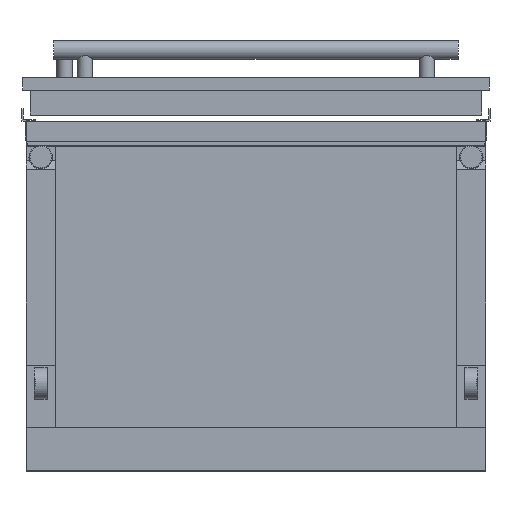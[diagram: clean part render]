
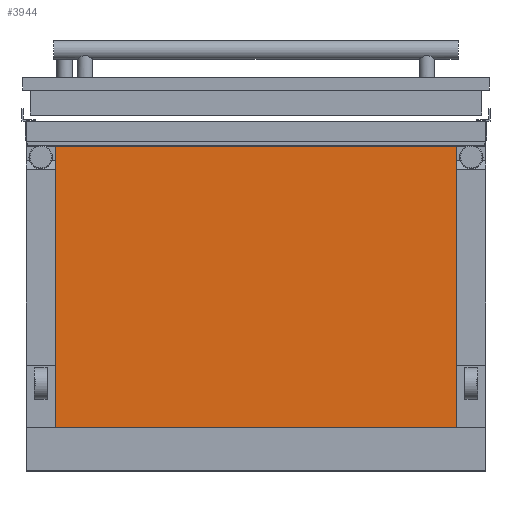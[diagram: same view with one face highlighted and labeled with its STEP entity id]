
A CAD part, front view. The second image highlights one B-rep face of the part: STEP entity #3944.
In plain terms, the highlighted planar face has unit normal (0, -1, 0).
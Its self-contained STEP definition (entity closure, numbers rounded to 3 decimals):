
#16 = VERTEX_POINT ( 'NONE', #4432 ) ;
#333 = VECTOR ( 'NONE', #9413, 1000. ) ;
#598 = EDGE_CURVE ( 'NONE', #2275, #16, #2103, .T. ) ;
#607 = LINE ( 'NONE', #8439, #9338 ) ;
#1383 = EDGE_CURVE ( 'NONE', #10970, #7599, #7383, .T. ) ;
#1993 = CARTESIAN_POINT ( 'NONE',  ( 321., -990.85, -280. ) ) ;
#2103 = LINE ( 'NONE', #2167, #3556 ) ;
#2167 = CARTESIAN_POINT ( 'NONE',  ( -321., -990.85, -280. ) ) ;
#2275 = VERTEX_POINT ( 'NONE', #3667 ) ;
#3375 = ORIENTED_EDGE ( 'NONE', *, *, #1383, .T. ) ;
#3556 = VECTOR ( 'NONE', #9591, 1000. ) ;
#3667 = CARTESIAN_POINT ( 'NONE',  ( -321., -990.85, -210.4 ) ) ;
#3795 = ORIENTED_EDGE ( 'NONE', *, *, #7251, .T. ) ;
#3944 = ADVANCED_FACE ( 'NONE', ( #12078 ), #12049, .F. ) ;
#4432 = CARTESIAN_POINT ( 'NONE',  ( -321., -990.85, 240. ) ) ;
#4771 = CARTESIAN_POINT ( 'NONE',  ( -321., -990.85, -280. ) ) ;
#5055 = CARTESIAN_POINT ( 'NONE',  ( 321., -990.85, 240. ) ) ;
#5083 = CARTESIAN_POINT ( 'NONE',  ( 321., -990.85, -210.4 ) ) ;
#6325 = CARTESIAN_POINT ( 'NONE',  ( -368., -990.85, -210.4 ) ) ;
#6511 = DIRECTION ( 'NONE',  ( -1., 0., 0. ) ) ;
#7251 = EDGE_CURVE ( 'NONE', #7599, #16, #607, .T. ) ;
#7383 = LINE ( 'NONE', #1993, #9177 ) ;
#7485 = AXIS2_PLACEMENT_3D ( 'NONE', #4771, #13160, #10132 ) ;
#7534 = EDGE_LOOP ( 'NONE', ( #3375, #3795, #7864, #8444 ) ) ;
#7599 = VERTEX_POINT ( 'NONE', #5055 ) ;
#7864 = ORIENTED_EDGE ( 'NONE', *, *, #598, .F. ) ;
#8439 = CARTESIAN_POINT ( 'NONE',  ( -321., -990.85, 240. ) ) ;
#8444 = ORIENTED_EDGE ( 'NONE', *, *, #10479, .F. ) ;
#9177 = VECTOR ( 'NONE', #13183, 1000. ) ;
#9338 = VECTOR ( 'NONE', #6511, 1000. ) ;
#9413 = DIRECTION ( 'NONE',  ( -1., 0., 0. ) ) ;
#9591 = DIRECTION ( 'NONE',  ( 0., 0., 1. ) ) ;
#10132 = DIRECTION ( 'NONE',  ( 0., 0., 1. ) ) ;
#10479 = EDGE_CURVE ( 'NONE', #10970, #2275, #10701, .T. ) ;
#10701 = LINE ( 'NONE', #6325, #333 ) ;
#10970 = VERTEX_POINT ( 'NONE', #5083 ) ;
#12049 = PLANE ( 'NONE',  #7485 ) ;
#12078 = FACE_OUTER_BOUND ( 'NONE', #7534, .T. ) ;
#13160 = DIRECTION ( 'NONE',  ( 0., 1., 0. ) ) ;
#13183 = DIRECTION ( 'NONE',  ( 0., 0., 1. ) ) ;
